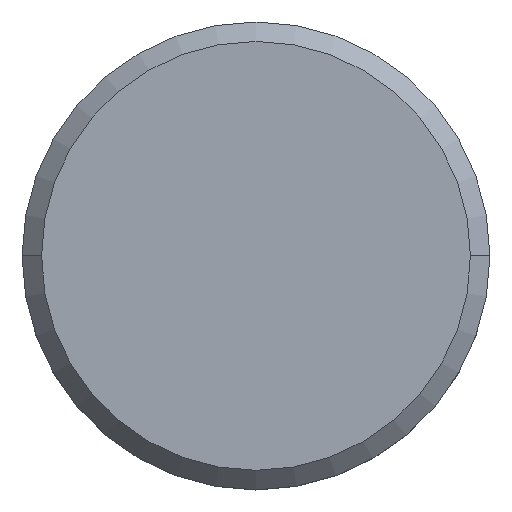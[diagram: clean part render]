
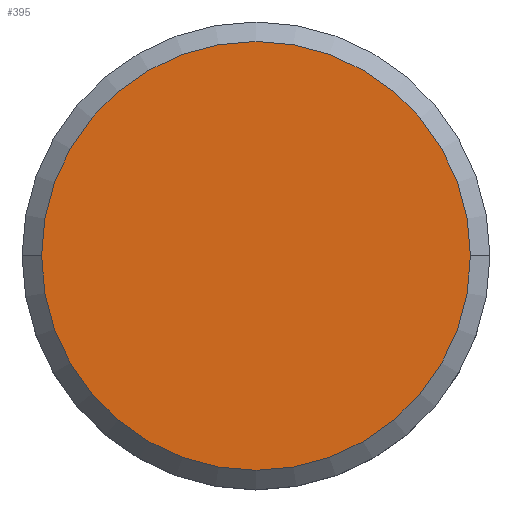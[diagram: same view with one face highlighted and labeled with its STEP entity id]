
A CAD part, top view. The second image highlights one B-rep face of the part: STEP entity #395.
In plain terms, the highlighted planar face has unit normal (0, 0, 1).
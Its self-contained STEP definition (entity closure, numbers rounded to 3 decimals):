
#4 = FACE_OUTER_BOUND ( 'NONE', #126, .T. ) ;
#20 = VERTEX_POINT ( 'NONE', #445 ) ;
#91 = DIRECTION ( 'NONE',  ( 0., 0., 1. ) ) ;
#107 = EDGE_CURVE ( 'NONE', #20, #429, #454, .T. ) ;
#126 = EDGE_LOOP ( 'NONE', ( #303, #339 ) ) ;
#145 = DIRECTION ( 'NONE',  ( 0., 0., 1. ) ) ;
#187 = CARTESIAN_POINT ( 'NONE',  ( 0., 0., 0. ) ) ;
#237 = DIRECTION ( 'NONE',  ( 1., 0., 0. ) ) ;
#297 = DIRECTION ( 'NONE',  ( 0., 0., 1. ) ) ;
#300 = DIRECTION ( 'NONE',  ( 1., 0., 0. ) ) ;
#303 = ORIENTED_EDGE ( 'NONE', *, *, #107, .T. ) ;
#322 = AXIS2_PLACEMENT_3D ( 'NONE', #362, #91, #237 ) ;
#339 = ORIENTED_EDGE ( 'NONE', *, *, #424, .T. ) ;
#362 = CARTESIAN_POINT ( 'NONE',  ( 0., 0., 0. ) ) ;
#385 = CARTESIAN_POINT ( 'NONE',  ( 5.5, 0., 0. ) ) ;
#387 = PLANE ( 'NONE',  #455 ) ;
#395 = ADVANCED_FACE ( 'NONE', ( #4 ), #387, .T. ) ;
#424 = EDGE_CURVE ( 'NONE', #429, #20, #449, .T. ) ;
#427 = CARTESIAN_POINT ( 'NONE',  ( 0., 0., 0. ) ) ;
#429 = VERTEX_POINT ( 'NONE', #385 ) ;
#430 = DIRECTION ( 'NONE',  ( 1., 0., 0. ) ) ;
#440 = AXIS2_PLACEMENT_3D ( 'NONE', #427, #145, #300 ) ;
#445 = CARTESIAN_POINT ( 'NONE',  ( -5.5, 0., 0. ) ) ;
#449 = CIRCLE ( 'NONE', #440, 5.5 ) ;
#454 = CIRCLE ( 'NONE', #322, 5.5 ) ;
#455 = AXIS2_PLACEMENT_3D ( 'NONE', #187, #297, #430 ) ;
